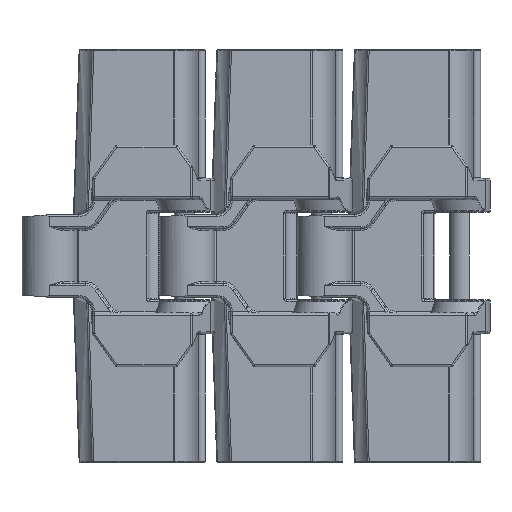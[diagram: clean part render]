
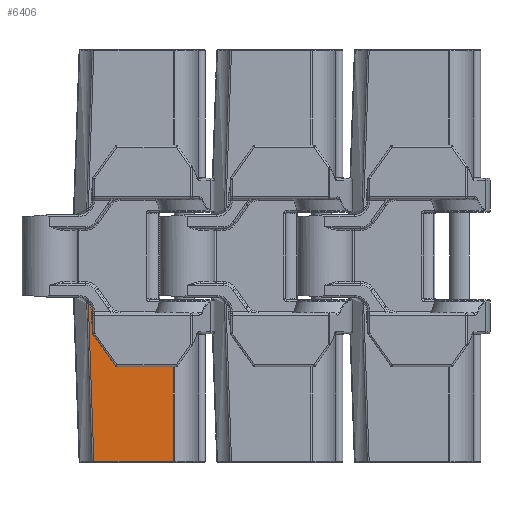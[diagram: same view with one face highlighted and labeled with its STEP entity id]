
A CAD part, front view. The second image highlights one B-rep face of the part: STEP entity #6406.
In plain terms, the highlighted planar face has unit normal (0, -1, 0).
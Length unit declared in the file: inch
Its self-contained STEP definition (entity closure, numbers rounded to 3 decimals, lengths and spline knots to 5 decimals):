
#2 = VERTEX_POINT ( 'NONE', #4608 ) ;
#71 = LINE ( 'NONE', #8442, #1699 ) ;
#463 = VECTOR ( 'NONE', #6691, 39.37008 ) ;
#728 = DIRECTION ( 'NONE',  ( 0., 0., 1. ) ) ;
#740 = CARTESIAN_POINT ( 'NONE',  ( 1.349, 0.14, -0.86 ) ) ;
#757 = VECTOR ( 'NONE', #2243, 39.37008 ) ;
#934 = VERTEX_POINT ( 'NONE', #4818 ) ;
#1028 = CARTESIAN_POINT ( 'NONE',  ( 1.349, 0.14, -2.235 ) ) ;
#1068 = ORIENTED_EDGE ( 'NONE', *, *, #3680, .T. ) ;
#1099 = DIRECTION ( 'NONE',  ( 0., 0., 1. ) ) ;
#1699 = VECTOR ( 'NONE', #728, 39.37008 ) ;
#1921 = CARTESIAN_POINT ( 'NONE',  ( 0.32, 0.14, -0.6 ) ) ;
#2243 = DIRECTION ( 'NONE',  ( 1., 0., 0. ) ) ;
#2512 = CIRCLE ( 'NONE', #7146, 0.135 ) ;
#2731 = ORIENTED_EDGE ( 'NONE', *, *, #8469, .T. ) ;
#2931 = DIRECTION ( 'NONE',  ( 0., 0., 1. ) ) ;
#2989 = VERTEX_POINT ( 'NONE', #1028 ) ;
#3129 = CARTESIAN_POINT ( 'NONE',  ( 0.455, 0.14, -0.6 ) ) ;
#3303 = ORIENTED_EDGE ( 'NONE', *, *, #5874, .T. ) ;
#3407 = CARTESIAN_POINT ( 'NONE',  ( 0.48305, 0.14, -2.23459 ) ) ;
#3446 = AXIS2_PLACEMENT_3D ( 'NONE', #7096, #4492, #2931 ) ;
#3548 = CARTESIAN_POINT ( 'NONE',  ( 0.62, 0.14, -0.695 ) ) ;
#3680 = EDGE_CURVE ( 'NONE', #2, #5222, #6579, .T. ) ;
#3734 = FACE_OUTER_BOUND ( 'NONE', #3768, .T. ) ;
#3768 = EDGE_LOOP ( 'NONE', ( #3303, #6329, #4446, #2731, #1068, #7037, #6998 ) ) ;
#4273 = EDGE_CURVE ( 'NONE', #2989, #8765, #71, .T. ) ;
#4446 = ORIENTED_EDGE ( 'NONE', *, *, #10218, .T. ) ;
#4492 = DIRECTION ( 'NONE',  ( 0., 1., 0. ) ) ;
#4608 = CARTESIAN_POINT ( 'NONE',  ( 0.455, 0.14, -0.695 ) ) ;
#4818 = CARTESIAN_POINT ( 'NONE',  ( 0.48306, 0.14, -2.235 ) ) ;
#4890 = CARTESIAN_POINT ( 'NONE',  ( 0.62, 0.14, -0.86 ) ) ;
#5222 = VERTEX_POINT ( 'NONE', #3129 ) ;
#5300 = DIRECTION ( 'NONE',  ( 0., 0., 1. ) ) ;
#5428 = PLANE ( 'NONE',  #3446 ) ;
#5674 = VERTEX_POINT ( 'NONE', #10057 ) ;
#5708 = DIRECTION ( 'NONE',  ( 0.035, 0., -0.999 ) ) ;
#5759 = VECTOR ( 'NONE', #5708, 39.37008 ) ;
#5803 = EDGE_CURVE ( 'NONE', #5222, #6565, #2512, .T. ) ;
#5874 = EDGE_CURVE ( 'NONE', #934, #2989, #10804, .T. ) ;
#6329 = ORIENTED_EDGE ( 'NONE', *, *, #4273, .T. ) ;
#6406 = ADVANCED_FACE ( 'NONE', ( #3734 ), #5428, .F. ) ;
#6565 = VERTEX_POINT ( 'NONE', #10060 ) ;
#6579 = LINE ( 'NONE', #9211, #10199 ) ;
#6691 = DIRECTION ( 'NONE',  ( -1., 0., 0. ) ) ;
#6796 = LINE ( 'NONE', #4890, #463 ) ;
#6998 = ORIENTED_EDGE ( 'NONE', *, *, #8842, .T. ) ;
#7017 = CIRCLE ( 'NONE', #7730, 0.165 ) ;
#7037 = ORIENTED_EDGE ( 'NONE', *, *, #5803, .T. ) ;
#7096 = CARTESIAN_POINT ( 'NONE',  ( 1.8, 0.14, -0.845 ) ) ;
#7146 = AXIS2_PLACEMENT_3D ( 'NONE', #1921, #10391, #5300 ) ;
#7563 = LINE ( 'NONE', #3407, #5759 ) ;
#7730 = AXIS2_PLACEMENT_3D ( 'NONE', #3548, #7869, #1099 ) ;
#7869 = DIRECTION ( 'NONE',  ( 0., 1., 0. ) ) ;
#8442 = CARTESIAN_POINT ( 'NONE',  ( 1.349, 0.14, -0.845 ) ) ;
#8469 = EDGE_CURVE ( 'NONE', #5674, #2, #7017, .T. ) ;
#8765 = VERTEX_POINT ( 'NONE', #740 ) ;
#8842 = EDGE_CURVE ( 'NONE', #6565, #934, #7563, .T. ) ;
#9211 = CARTESIAN_POINT ( 'NONE',  ( 0.455, 0.14, -0.6 ) ) ;
#9315 = DIRECTION ( 'NONE',  ( 0., 0., 1. ) ) ;
#9893 = CARTESIAN_POINT ( 'NONE',  ( 1.8, 0.14, -2.235 ) ) ;
#10057 = CARTESIAN_POINT ( 'NONE',  ( 0.62, 0.14, -0.86 ) ) ;
#10060 = CARTESIAN_POINT ( 'NONE',  ( 0.42292, 0.14, -0.51263 ) ) ;
#10199 = VECTOR ( 'NONE', #9315, 39.37008 ) ;
#10218 = EDGE_CURVE ( 'NONE', #8765, #5674, #6796, .T. ) ;
#10391 = DIRECTION ( 'NONE',  ( 0., -1., 0. ) ) ;
#10804 = LINE ( 'NONE', #9893, #757 ) ;
